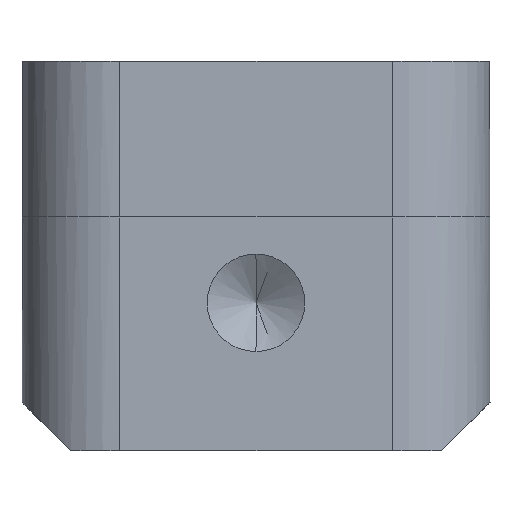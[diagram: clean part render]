
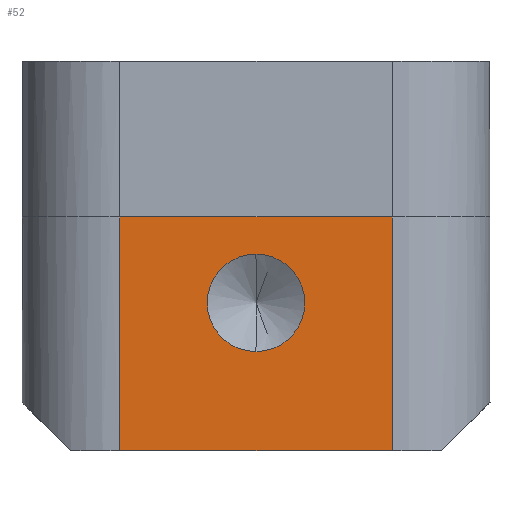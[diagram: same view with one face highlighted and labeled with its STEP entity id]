
A CAD part, left-side view. The second image highlights one B-rep face of the part: STEP entity #52.
In plain terms, the highlighted planar face has unit normal (-1, 0, 0).
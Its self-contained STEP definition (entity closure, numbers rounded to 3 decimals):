
#40 = DIRECTION ( 'NONE',  ( 0., 0., -1. ) ) ;
#41 = CARTESIAN_POINT ( 'NONE',  ( -24., 3.5, 6. ) ) ;
#52 = ADVANCED_FACE ( 'NONE', ( #1591, #478 ), #1232, .F. ) ;
#80 = DIRECTION ( 'NONE',  ( 1., 0., 0. ) ) ;
#107 = CARTESIAN_POINT ( 'NONE',  ( -24., -3.5, 6. ) ) ;
#130 = ORIENTED_EDGE ( 'NONE', *, *, #1201, .F. ) ;
#151 = CIRCLE ( 'NONE', #808, 1.25 ) ;
#153 = LINE ( 'NONE', #1043, #1690 ) ;
#183 = VERTEX_POINT ( 'NONE', #317 ) ;
#225 = EDGE_CURVE ( 'NONE', #1288, #1453, #635, .T. ) ;
#247 = VECTOR ( 'NONE', #1672, 1000. ) ;
#317 = CARTESIAN_POINT ( 'NONE',  ( -24., -3.5, 6. ) ) ;
#322 = EDGE_CURVE ( 'NONE', #183, #1453, #153, .T. ) ;
#365 = CARTESIAN_POINT ( 'NONE',  ( -24., -3.5, 0. ) ) ;
#384 = CARTESIAN_POINT ( 'NONE',  ( -24., -3.5, 6. ) ) ;
#401 = VECTOR ( 'NONE', #1759, 1000. ) ;
#446 = ORIENTED_EDGE ( 'NONE', *, *, #884, .T. ) ;
#459 = CARTESIAN_POINT ( 'NONE',  ( -24., 0., 2.55 ) ) ;
#478 = FACE_OUTER_BOUND ( 'NONE', #1271, .T. ) ;
#492 = LINE ( 'NONE', #41, #401 ) ;
#512 = VERTEX_POINT ( 'NONE', #1715 ) ;
#530 = CARTESIAN_POINT ( 'NONE',  ( -24., -1.167, 6. ) ) ;
#571 = CARTESIAN_POINT ( 'NONE',  ( -24., -3.5, 0. ) ) ;
#635 = LINE ( 'NONE', #571, #247 ) ;
#651 = DIRECTION ( 'NONE',  ( -1., 0., 0. ) ) ;
#690 = EDGE_CURVE ( 'NONE', #922, #1347, #769, .T. ) ;
#769 = CIRCLE ( 'NONE', #1619, 1.25 ) ;
#800 = DIRECTION ( 'NONE',  ( -1., 0., 0. ) ) ;
#804 = ORIENTED_EDGE ( 'NONE', *, *, #690, .F. ) ;
#808 = AXIS2_PLACEMENT_3D ( 'NONE', #898, #800, #1661 ) ;
#884 = EDGE_CURVE ( 'NONE', #512, #1288, #492, .T. ) ;
#898 = CARTESIAN_POINT ( 'NONE',  ( -24., 0., 3.8 ) ) ;
#922 = VERTEX_POINT ( 'NONE', #459 ) ;
#961 = CARTESIAN_POINT ( 'NONE',  ( -24., 0., 5.05 ) ) ;
#1043 = CARTESIAN_POINT ( 'NONE',  ( -24., -3.5, 6. ) ) ;
#1120 = AXIS2_PLACEMENT_3D ( 'NONE', #107, #80, #1490 ) ;
#1162 = ORIENTED_EDGE ( 'NONE', *, *, #225, .T. ) ;
#1201 = EDGE_CURVE ( 'NONE', #512, #183, #1544, .T. ) ;
#1232 = PLANE ( 'NONE',  #1120 ) ;
#1271 = EDGE_LOOP ( 'NONE', ( #1162, #1820, #130, #446 ) ) ;
#1288 = VERTEX_POINT ( 'NONE', #1701 ) ;
#1331 = ORIENTED_EDGE ( 'NONE', *, *, #1433, .F. ) ;
#1347 = VERTEX_POINT ( 'NONE', #961 ) ;
#1433 = EDGE_CURVE ( 'NONE', #1347, #922, #151, .T. ) ;
#1453 = VERTEX_POINT ( 'NONE', #365 ) ;
#1490 = DIRECTION ( 'NONE',  ( 0., 0., -1. ) ) ;
#1524 = DIRECTION ( 'NONE',  ( 0., 0., 1. ) ) ;
#1544 = B_SPLINE_CURVE_WITH_KNOTS ( 'NONE', 3,
 ( #1595, #1732, #530, #384 ),
 .UNSPECIFIED., .F., .F.,
 ( 4, 4 ),
 ( 0., 1. ),
 .UNSPECIFIED. ) ;
#1591 = FACE_BOUND ( 'NONE', #1838, .T. ) ;
#1595 = CARTESIAN_POINT ( 'NONE',  ( -24., 3.5, 6. ) ) ;
#1619 = AXIS2_PLACEMENT_3D ( 'NONE', #1660, #651, #1524 ) ;
#1660 = CARTESIAN_POINT ( 'NONE',  ( -24., 0., 3.8 ) ) ;
#1661 = DIRECTION ( 'NONE',  ( 0., 0., 1. ) ) ;
#1672 = DIRECTION ( 'NONE',  ( 0., -1., 0. ) ) ;
#1690 = VECTOR ( 'NONE', #40, 1000. ) ;
#1701 = CARTESIAN_POINT ( 'NONE',  ( -24., 3.5, 0. ) ) ;
#1715 = CARTESIAN_POINT ( 'NONE',  ( -24., 3.5, 6. ) ) ;
#1732 = CARTESIAN_POINT ( 'NONE',  ( -24., 1.167, 6. ) ) ;
#1759 = DIRECTION ( 'NONE',  ( 0., 0., -1. ) ) ;
#1820 = ORIENTED_EDGE ( 'NONE', *, *, #322, .F. ) ;
#1838 = EDGE_LOOP ( 'NONE', ( #1331, #804 ) ) ;
